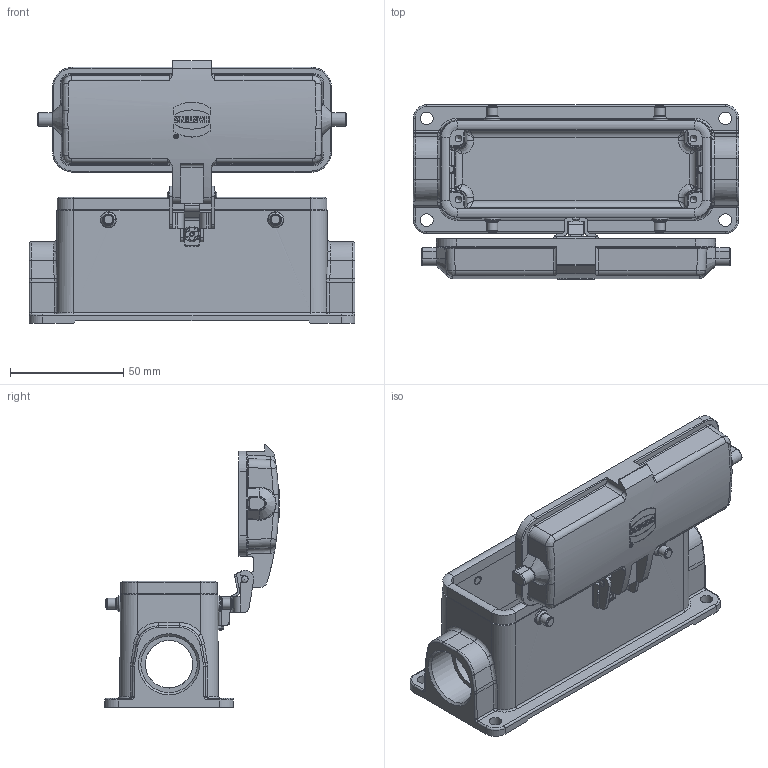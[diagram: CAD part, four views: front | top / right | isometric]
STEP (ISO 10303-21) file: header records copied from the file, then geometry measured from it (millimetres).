
FILE_DESCRIPTION(/* description */ (''),/* implementation_level */ '2;1');
FILE_NAME(/* name */ '100201495ugm000_d.stp',/* time_stamp */ '2017-11-03T10:17:03+01:00',/* author */ (''),/* organization */ (''),/* preprocessor_version */ 'ST-DEVELOPER v16',/* originating_system */ 'SIEMENS PLM Software NX 10.0',/* authorisation */ '');
FILE_SCHEMA (('AUTOMOTIVE_DESIGN { 1 0 10303 214 3 1 1 1 }'));
Length unit declared in the file: millimetre
Products named in the file (1): 100201495ugm000_d
Bounding box: 144 x 77.29 x 116.08 mm (x, y, z)
Volume: 132897.4 mm3; surface area: 76788.6 mm2
Topology: 2 solids, 2 shells, 925 faces, 3010 edges, 2706 vertices
Faces by surface type: plane 326, cylinder 292, bspline 188, torus 58, cone 39, extrusion 16, sphere 6
Full cylindrical faces by diameter (mm): 3 x6, 3.05 x1, 4 x5, 4.8 x4, 5.6 x4, 7 x5, 21 x2, 25 x2
Entity records: 42176 total; most frequent: CARTESIAN_POINT 13273, ORIENTED_EDGE 4568, DIRECTION 4230, EDGE_CURVE 2284, AXIS2_PLACEMENT_3D 1513, VERTEX_POINT 1464, PRESENTATION_STYLE_ASSIGNMENT 1227, VECTOR 1204
